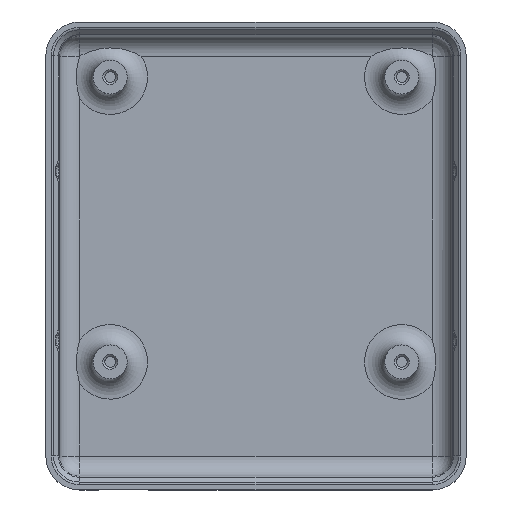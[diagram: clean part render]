
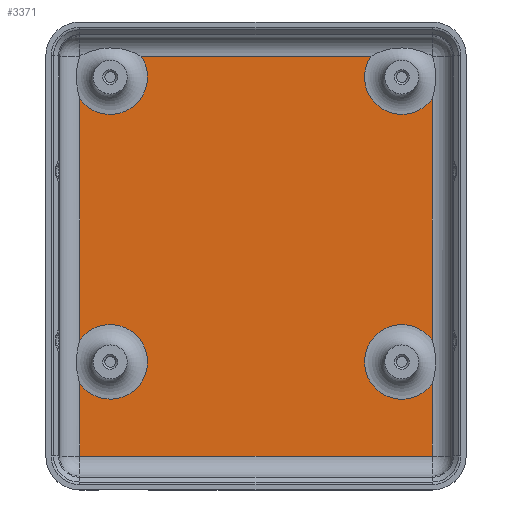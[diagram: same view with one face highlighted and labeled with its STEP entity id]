
A CAD part, top view. The second image highlights one B-rep face of the part: STEP entity #3371.
In plain terms, the highlighted planar face has unit normal (0, 0, 1).
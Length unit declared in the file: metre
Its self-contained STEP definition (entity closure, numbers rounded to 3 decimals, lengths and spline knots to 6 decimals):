
#289=CIRCLE('',#3651,0.0055);
#290=CIRCLE('',#3652,0.0055);
#291=CIRCLE('',#3653,0.0055);
#292=CIRCLE('',#3654,0.0055);
#604=ORIENTED_EDGE('',*,*,#1635,.T.);
#605=ORIENTED_EDGE('',*,*,#1636,.T.);
#606=ORIENTED_EDGE('',*,*,#1637,.T.);
#607=ORIENTED_EDGE('',*,*,#1638,.T.);
#608=ORIENTED_EDGE('',*,*,#1639,.T.);
#609=ORIENTED_EDGE('',*,*,#1640,.T.);
#610=ORIENTED_EDGE('',*,*,#1641,.T.);
#611=ORIENTED_EDGE('',*,*,#1642,.T.);
#612=ORIENTED_EDGE('',*,*,#1643,.T.);
#613=ORIENTED_EDGE('',*,*,#1644,.T.);
#1635=EDGE_CURVE('',#2148,#2149,#2427,.T.);
#1636=EDGE_CURVE('',#2149,#2150,#289,.F.);
#1637=EDGE_CURVE('',#2150,#2151,#2428,.T.);
#1638=EDGE_CURVE('',#2151,#2152,#290,.F.);
#1639=EDGE_CURVE('',#2152,#2153,#2429,.T.);
#1640=EDGE_CURVE('',#2153,#2154,#291,.F.);
#1641=EDGE_CURVE('',#2154,#2155,#2430,.F.);
#1642=EDGE_CURVE('',#2155,#2156,#292,.F.);
#1643=EDGE_CURVE('',#2156,#2157,#2431,.F.);
#1644=EDGE_CURVE('',#2157,#2148,#2432,.F.);
#2148=VERTEX_POINT('',#5483);
#2149=VERTEX_POINT('',#5484);
#2150=VERTEX_POINT('',#5486);
#2151=VERTEX_POINT('',#5488);
#2152=VERTEX_POINT('',#5490);
#2153=VERTEX_POINT('',#5492);
#2154=VERTEX_POINT('',#5494);
#2155=VERTEX_POINT('',#5496);
#2156=VERTEX_POINT('',#5498);
#2157=VERTEX_POINT('',#5500);
#2427=LINE('',#5482,#2629);
#2428=LINE('',#5487,#2630);
#2429=LINE('',#5491,#2631);
#2430=LINE('',#5495,#2632);
#2431=LINE('',#5499,#2633);
#2432=LINE('',#5501,#2634);
#2629=VECTOR('',#4240,1.);
#2630=VECTOR('',#4243,1.);
#2631=VECTOR('',#4246,1.);
#2632=VECTOR('',#4249,1.);
#2633=VECTOR('',#4252,1.);
#2634=VECTOR('',#4253,1.);
#2788=EDGE_LOOP('',(#604,#605,#606,#607,#608,#609,#610,#611,#612,#613));
#3054=FACE_BOUND('',#2788,.T.);
#3314=PLANE('',#3650);
#3371=ADVANCED_FACE('',(#3054),#3314,.T.);
#3650=AXIS2_PLACEMENT_3D('',#5481,#4238,#4239);
#3651=AXIS2_PLACEMENT_3D('',#5485,#4241,#4242);
#3652=AXIS2_PLACEMENT_3D('',#5489,#4244,#4245);
#3653=AXIS2_PLACEMENT_3D('',#5493,#4247,#4248);
#3654=AXIS2_PLACEMENT_3D('',#5497,#4250,#4251);
#4238=DIRECTION('',(0.,0.,1.));
#4239=DIRECTION('',(1.,0.,0.));
#4240=DIRECTION('',(0.,1.,0.));
#4241=DIRECTION('',(0.,0.,1.));
#4242=DIRECTION('',(1.,0.,0.));
#4243=DIRECTION('',(0.,1.,0.));
#4244=DIRECTION('',(0.,0.,1.));
#4245=DIRECTION('',(1.,0.,0.));
#4246=DIRECTION('',(-1.,0.,0.));
#4247=DIRECTION('',(0.,0.,1.));
#4248=DIRECTION('',(1.,0.,0.));
#4249=DIRECTION('',(0.,1.,0.));
#4250=DIRECTION('',(0.,0.,1.));
#4251=DIRECTION('',(1.,0.,0.));
#4252=DIRECTION('',(0.,1.,0.));
#4253=DIRECTION('',(-1.,0.,0.));
#5481=CARTESIAN_POINT('',(0.,0.,0.002));
#5482=CARTESIAN_POINT('',(0.026,0.0295,0.002));
#5483=CARTESIAN_POINT('',(0.026,-0.0295,0.002));
#5484=CARTESIAN_POINT('',(0.026,-0.018762,0.002));
#5485=CARTESIAN_POINT('',(0.0215,-0.0156,0.002));
#5486=CARTESIAN_POINT('',(0.026,-0.012438,0.002));
#5487=CARTESIAN_POINT('',(0.026,0.0295,0.002));
#5488=CARTESIAN_POINT('',(0.026,0.023238,0.002));
#5489=CARTESIAN_POINT('',(0.0215,0.0264,0.002));
#5490=CARTESIAN_POINT('',(0.016957,0.0295,0.002));
#5491=CARTESIAN_POINT('',(-0.026,0.0295,0.002));
#5492=CARTESIAN_POINT('',(-0.016957,0.0295,0.002));
#5493=CARTESIAN_POINT('',(-0.0215,0.0264,0.002));
#5494=CARTESIAN_POINT('',(-0.026,0.023238,0.002));
#5495=CARTESIAN_POINT('',(-0.026,-0.0295,0.002));
#5496=CARTESIAN_POINT('',(-0.026,-0.012438,0.002));
#5497=CARTESIAN_POINT('',(-0.0215,-0.0156,0.002));
#5498=CARTESIAN_POINT('',(-0.026,-0.018762,0.002));
#5499=CARTESIAN_POINT('',(-0.026,-0.0295,0.002));
#5500=CARTESIAN_POINT('',(-0.026,-0.0295,0.002));
#5501=CARTESIAN_POINT('',(0.026,-0.0295,0.002));
